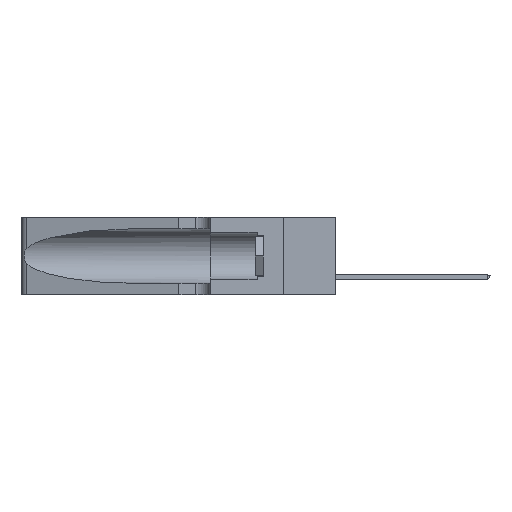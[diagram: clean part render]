
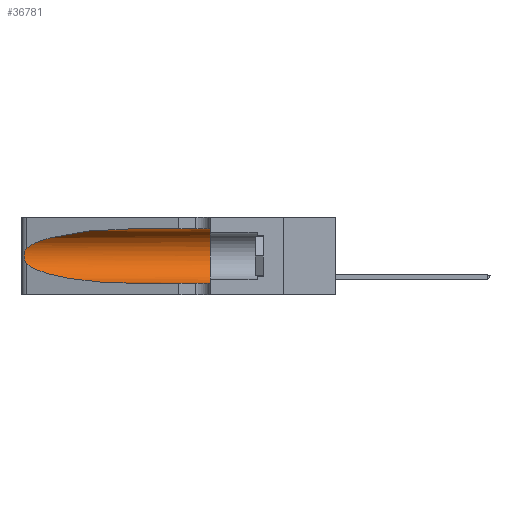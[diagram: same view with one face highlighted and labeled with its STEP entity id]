
A CAD part, left-side view. The second image highlights one B-rep face of the part: STEP entity #36781.
In plain terms, the highlighted cylindrical face has radius 3.308 mm (diameter 6.617 mm), a partial arc.
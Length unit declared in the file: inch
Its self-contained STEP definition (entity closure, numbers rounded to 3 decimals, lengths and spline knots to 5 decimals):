
#409 = CARTESIAN_POINT ( 'NONE',  ( 0.25487, 1.22718, 0.14631 ) ) ;
#954 = VECTOR ( 'NONE', #46152, 39.37008 ) ;
#1848 = VECTOR ( 'NONE', #22233, 39.37008 ) ;
#5040 = VERTEX_POINT ( 'NONE', #48500 ) ;
#5624 = CARTESIAN_POINT ( 'NONE',  ( 0.25487, 1.22718, 0.14631 ) ) ;
#6356 = LINE ( 'NONE', #18885, #954 ) ;
#6675 = LINE ( 'NONE', #10188, #1848 ) ;
#7005 = CARTESIAN_POINT ( 'NONE',  ( 0.25854, 1.2359, 0.20912 ) ) ;
#7155 = CARTESIAN_POINT ( 'NONE',  ( 0.26075, 1.23896, 0.178 ) ) ;
#7883 = VERTEX_POINT ( 'NONE', #48714 ) ;
#9208 = CARTESIAN_POINT ( 'NONE',  ( 0.1305, 1.61858, 0.185 ) ) ;
#10188 = CARTESIAN_POINT ( 'NONE',  ( 0.1305, 1.61858, 0.05475 ) ) ;
#10283 = FACE_OUTER_BOUND ( 'NONE', #30855, .T. ) ;
#10750 = CARTESIAN_POINT ( 'NONE',  ( 0.18966, 0.96281, 0.05475 ) ) ;
#11002 = CARTESIAN_POINT ( 'NONE',  ( 0.25487, 1.22718, 0.22369 ) ) ;
#11701 = DIRECTION ( 'NONE',  ( 0., 0., -1. ) ) ;
#11728 = ORIENTED_EDGE ( 'NONE', *, *, #39768, .T. ) ;
#11918 = ORIENTED_EDGE ( 'NONE', *, *, #48601, .T. ) ;
#13791 =( BOUNDED_CURVE ( )  B_SPLINE_CURVE ( 3, ( #16952, #47587, #24664, #32023 ),
 .UNSPECIFIED., .F., .T. ) 
 B_SPLINE_CURVE_WITH_KNOTS ( ( 4, 4 ),
 ( 1.5708, 2.84003 ),
 .UNSPECIFIED. ) 
 CURVE ( )  GEOMETRIC_REPRESENTATION_ITEM ( )  RATIONAL_B_SPLINE_CURVE ( ( 1., 0.87, 0.87, 1. ) ) 
 REPRESENTATION_ITEM ( '' )  );
#14486 = EDGE_CURVE ( 'NONE', #15860, #47664, #27908, .T. ) ;
#15860 = VERTEX_POINT ( 'NONE', #26280 ) ;
#16550 = DIRECTION ( 'NONE',  ( 0., -1., 0. ) ) ;
#16952 = CARTESIAN_POINT ( 'NONE',  ( 0.1305, 0.72297, 0.31525 ) ) ;
#17008 = AXIS2_PLACEMENT_3D ( 'NONE', #30082, #38096, #49144 ) ;
#18440 = CARTESIAN_POINT ( 'NONE',  ( 0.2373, 1.15595, 0.08982 ) ) ;
#18885 = CARTESIAN_POINT ( 'NONE',  ( 0.1305, 1.61858, 0.31525 ) ) ;
#20107 = CIRCLE ( 'NONE', #17008, 0.13025 ) ;
#21885 = CARTESIAN_POINT ( 'NONE',  ( 0.25555, 1.22994, 0.2215 ) ) ;
#22233 = DIRECTION ( 'NONE',  ( 0., -1., 0. ) ) ;
#22397 = CARTESIAN_POINT ( 'NONE',  ( 0.26075, 1.23896, 0.19203 ) ) ;
#23381 = CARTESIAN_POINT ( 'NONE',  ( 0.25789, 1.23486, 0.15765 ) ) ;
#24664 = CARTESIAN_POINT ( 'NONE',  ( 0.2373, 1.15595, 0.28018 ) ) ;
#25283 = EDGE_CURVE ( 'NONE', #7883, #5040, #20107, .T. ) ;
#25463 = ORIENTED_EDGE ( 'NONE', *, *, #25283, .F. ) ;
#25978 = CARTESIAN_POINT ( 'NONE',  ( 0.1305, 0.72297, 0.05475 ) ) ;
#26280 = CARTESIAN_POINT ( 'NONE',  ( 0.25487, 1.22718, 0.22369 ) ) ;
#26569 = CARTESIAN_POINT ( 'NONE',  ( 0.25555, 1.22993, 0.14849 ) ) ;
#27908 = B_SPLINE_CURVE_WITH_KNOTS ( 'NONE', 3,
 ( #11002, #21885, #45122, #33431, #7005, #45304, #22397, #7155, #37619, #49150, #23381, #34434, #26569, #409 ),
 .UNSPECIFIED., .F., .F.,
 ( 4, 2, 2, 2, 2, 2, 4 ),
 ( 0., 0.00027, 0.00053, 0.00107, 0.0016, 0.00187, 0.00214 ),
 .UNSPECIFIED. ) ;
#29803 = VERTEX_POINT ( 'NONE', #45757 ) ;
#29833 = CARTESIAN_POINT ( 'NONE',  ( 0.25487, 1.22718, 0.14631 ) ) ;
#30082 = CARTESIAN_POINT ( 'NONE',  ( 0.1305, 0.35, 0.185 ) ) ;
#30855 = EDGE_LOOP ( 'NONE', ( #11728, #33104, #11918, #31490, #25463, #43854 ) ) ;
#31490 = ORIENTED_EDGE ( 'NONE', *, *, #37030, .T. ) ;
#32023 = CARTESIAN_POINT ( 'NONE',  ( 0.25487, 1.22718, 0.22369 ) ) ;
#33104 = ORIENTED_EDGE ( 'NONE', *, *, #14486, .T. ) ;
#33431 = CARTESIAN_POINT ( 'NONE',  ( 0.25787, 1.23484, 0.2124 ) ) ;
#33969 = CARTESIAN_POINT ( 'NONE',  ( 0.1305, 0.72297, 0.31525 ) ) ;
#34434 = CARTESIAN_POINT ( 'NONE',  ( 0.25639, 1.23186, 0.15144 ) ) ;
#36781 = ADVANCED_FACE ( 'NONE', ( #10283 ), #37211, .F. ) ;
#37030 = EDGE_CURVE ( 'NONE', #29803, #5040, #6675, .T. ) ;
#37211 = CYLINDRICAL_SURFACE ( 'NONE', #49428, 0.13025 ) ;
#37619 = CARTESIAN_POINT ( 'NONE',  ( 0.26017, 1.23833, 0.17102 ) ) ;
#38096 = DIRECTION ( 'NONE',  ( 0., 1., 0. ) ) ;
#39768 = EDGE_CURVE ( 'NONE', #47476, #15860, #13791, .T. ) ;
#43854 = ORIENTED_EDGE ( 'NONE', *, *, #47172, .F. ) ;
#45122 = CARTESIAN_POINT ( 'NONE',  ( 0.25639, 1.23184, 0.21858 ) ) ;
#45304 = CARTESIAN_POINT ( 'NONE',  ( 0.26018, 1.23835, 0.19895 ) ) ;
#45757 = CARTESIAN_POINT ( 'NONE',  ( 0.1305, 0.72297, 0.05475 ) ) ;
#46152 = DIRECTION ( 'NONE',  ( 0., -1., 0. ) ) ;
#46349 =( BOUNDED_CURVE ( )  B_SPLINE_CURVE ( 3, ( #29833, #18440, #10750, #25978 ),
 .UNSPECIFIED., .F., .F. ) 
 B_SPLINE_CURVE_WITH_KNOTS ( ( 4, 4 ),
 ( 3.44316, 4.71239 ),
 .UNSPECIFIED. ) 
 CURVE ( )  GEOMETRIC_REPRESENTATION_ITEM ( )  RATIONAL_B_SPLINE_CURVE ( ( 1., 0.87, 0.87, 1. ) ) 
 REPRESENTATION_ITEM ( '' )  );
#47172 = EDGE_CURVE ( 'NONE', #47476, #7883, #6356, .T. ) ;
#47476 = VERTEX_POINT ( 'NONE', #33969 ) ;
#47587 = CARTESIAN_POINT ( 'NONE',  ( 0.18966, 0.96281, 0.31525 ) ) ;
#47664 = VERTEX_POINT ( 'NONE', #5624 ) ;
#48500 = CARTESIAN_POINT ( 'NONE',  ( 0.1305, 0.35, 0.05475 ) ) ;
#48601 = EDGE_CURVE ( 'NONE', #47664, #29803, #46349, .T. ) ;
#48714 = CARTESIAN_POINT ( 'NONE',  ( 0.1305, 0.35, 0.31525 ) ) ;
#49144 = DIRECTION ( 'NONE',  ( 0., 0., 1. ) ) ;
#49150 = CARTESIAN_POINT ( 'NONE',  ( 0.25856, 1.23593, 0.16098 ) ) ;
#49428 = AXIS2_PLACEMENT_3D ( 'NONE', #9208, #16550, #11701 ) ;
